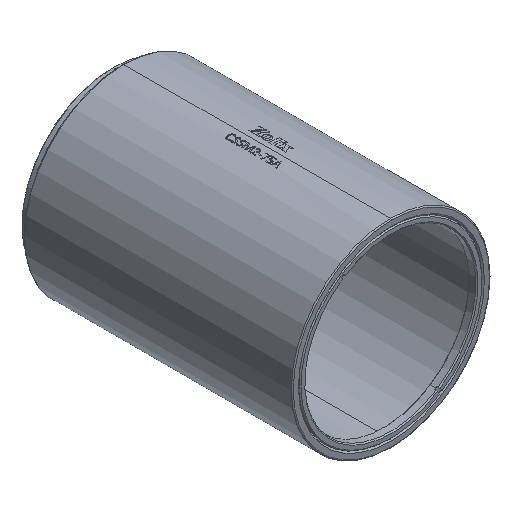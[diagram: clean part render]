
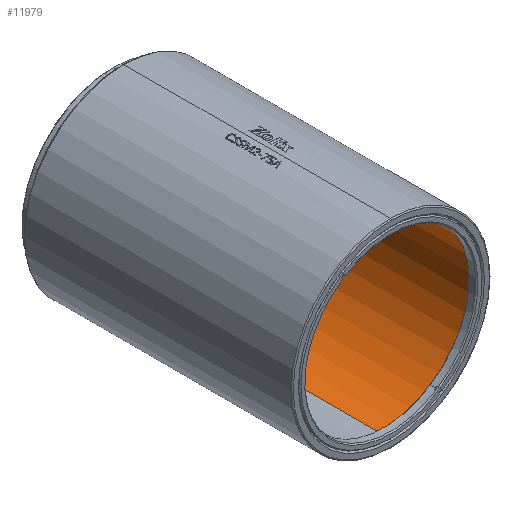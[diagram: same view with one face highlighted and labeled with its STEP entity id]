
A CAD part, isometric view. The second image highlights one B-rep face of the part: STEP entity #11979.
In plain terms, the highlighted cylindrical face has radius 25.845 mm (diameter 51.69 mm), a partial arc.
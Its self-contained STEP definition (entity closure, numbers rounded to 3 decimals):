
#692 = EDGE_CURVE ( 'NONE', #8335, #20598, #20927, .T. ) ;
#790 = AXIS2_PLACEMENT_3D ( 'NONE', #15211, #19810, #3401 ) ;
#1032 = LINE ( 'NONE', #7623, #19585 ) ;
#1502 = EDGE_CURVE ( 'NONE', #20410, #8335, #5674, .T. ) ;
#2137 = CIRCLE ( 'NONE', #7993, 25.845 ) ;
#2532 = DIRECTION ( 'NONE',  ( 0., -1., 0. ) ) ;
#2758 = CARTESIAN_POINT ( 'NONE',  ( -20.358, 43.489, 0. ) ) ;
#3401 = DIRECTION ( 'NONE',  ( 0., 0., 1. ) ) ;
#3910 = VECTOR ( 'NONE', #2532, 1000. ) ;
#4417 = CARTESIAN_POINT ( 'NONE',  ( -20.358, 42.689, -25.845 ) ) ;
#4965 = ORIENTED_EDGE ( 'NONE', *, *, #6970, .F. ) ;
#5674 = LINE ( 'NONE', #7285, #3910 ) ;
#5901 = ORIENTED_EDGE ( 'NONE', *, *, #11143, .T. ) ;
#6065 = ORIENTED_EDGE ( 'NONE', *, *, #692, .T. ) ;
#6645 = CARTESIAN_POINT ( 'NONE',  ( -20.358, 42.689, 0. ) ) ;
#6970 = EDGE_CURVE ( 'NONE', #19486, #20598, #1032, .T. ) ;
#7072 = DIRECTION ( 'NONE',  ( 0., 0., 1. ) ) ;
#7285 = CARTESIAN_POINT ( 'NONE',  ( -20.358, 43.489, -25.845 ) ) ;
#7623 = CARTESIAN_POINT ( 'NONE',  ( -20.358, 43.489, 25.845 ) ) ;
#7719 = FACE_OUTER_BOUND ( 'NONE', #12822, .T. ) ;
#7993 = AXIS2_PLACEMENT_3D ( 'NONE', #6645, #19393, #7072 ) ;
#8335 = VERTEX_POINT ( 'NONE', #9147 ) ;
#9147 = CARTESIAN_POINT ( 'NONE',  ( -20.358, -31.111, -25.845 ) ) ;
#10986 = DIRECTION ( 'NONE',  ( 0., 0., -1. ) ) ;
#11143 = EDGE_CURVE ( 'NONE', #19486, #20410, #2137, .T. ) ;
#11979 = ADVANCED_FACE ( 'NONE', ( #7719 ), #17733, .F. ) ;
#12760 = ORIENTED_EDGE ( 'NONE', *, *, #1502, .T. ) ;
#12822 = EDGE_LOOP ( 'NONE', ( #4965, #5901, #12760, #6065 ) ) ;
#13897 = AXIS2_PLACEMENT_3D ( 'NONE', #2758, #21347, #10986 ) ;
#15211 = CARTESIAN_POINT ( 'NONE',  ( -20.358, -31.111, 0. ) ) ;
#15696 = CARTESIAN_POINT ( 'NONE',  ( -20.358, 42.689, 25.845 ) ) ;
#17733 = CYLINDRICAL_SURFACE ( 'NONE', #13897, 25.845 ) ;
#19281 = DIRECTION ( 'NONE',  ( 0., -1., 0. ) ) ;
#19393 = DIRECTION ( 'NONE',  ( 0., 1., 0. ) ) ;
#19486 = VERTEX_POINT ( 'NONE', #15696 ) ;
#19585 = VECTOR ( 'NONE', #19281, 1000. ) ;
#19810 = DIRECTION ( 'NONE',  ( 0., -1., 0. ) ) ;
#19842 = CARTESIAN_POINT ( 'NONE',  ( -20.358, -31.111, 25.845 ) ) ;
#20410 = VERTEX_POINT ( 'NONE', #4417 ) ;
#20598 = VERTEX_POINT ( 'NONE', #19842 ) ;
#20927 = CIRCLE ( 'NONE', #790, 25.845 ) ;
#21347 = DIRECTION ( 'NONE',  ( 0., -1., 0. ) ) ;
